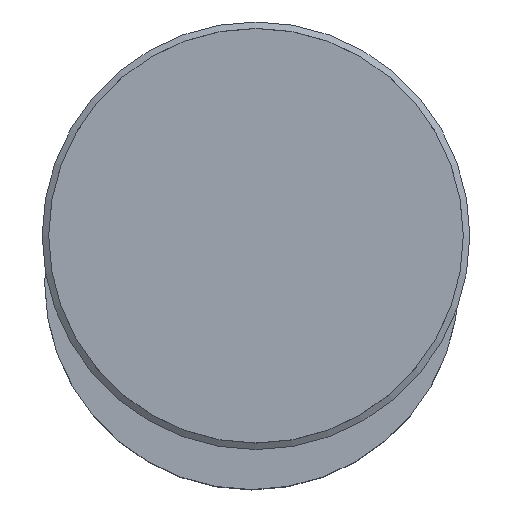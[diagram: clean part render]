
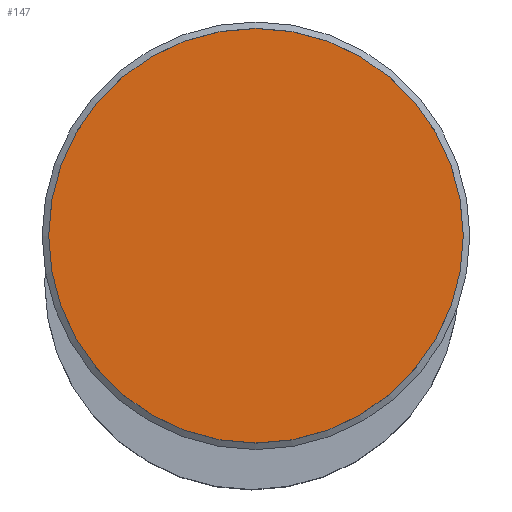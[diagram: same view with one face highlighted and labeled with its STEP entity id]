
A CAD part, top view. The second image highlights one B-rep face of the part: STEP entity #147.
In plain terms, the highlighted planar face has unit normal (0, 0, 1).
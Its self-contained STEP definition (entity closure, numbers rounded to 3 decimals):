
#28=PLANE('',#178);
#36=ORIENTED_EDGE('',*,*,#59,.F.);
#59=EDGE_CURVE('',#71,#71,#83,.T.);
#71=VERTEX_POINT('',#264);
#83=CIRCLE('',#179,11.5);
#96=EDGE_LOOP('',(#36));
#120=FACE_BOUND('',#96,.T.);
#147=ADVANCED_FACE('',(#120),#28,.F.);
#178=AXIS2_PLACEMENT_3D('',#262,#211,#212);
#179=AXIS2_PLACEMENT_3D('',#263,#213,#214);
#211=DIRECTION('',(0.,0.,-1.));
#212=DIRECTION('',(-1.,0.,0.));
#213=DIRECTION('',(0.,0.,-1.));
#214=DIRECTION('',(-1.,0.,0.));
#262=CARTESIAN_POINT('',(0.,-11.,1500.));
#263=CARTESIAN_POINT('',(0.,0.,1500.));
#264=CARTESIAN_POINT('',(-11.5,0.,1500.));
